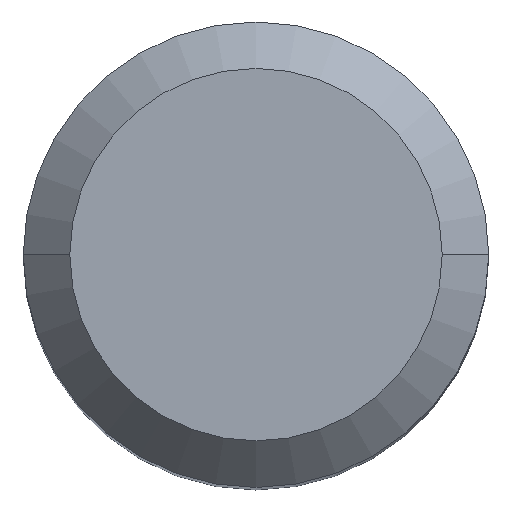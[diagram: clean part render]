
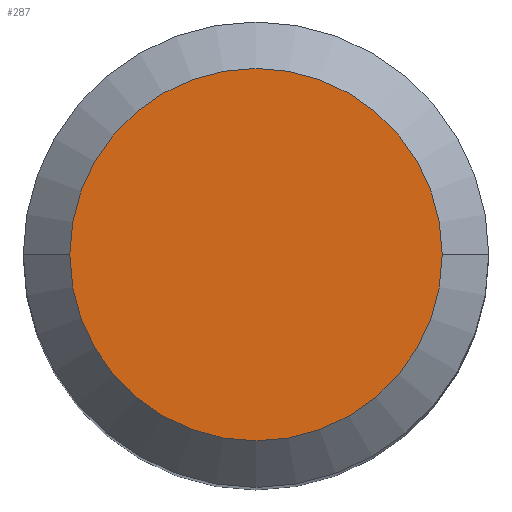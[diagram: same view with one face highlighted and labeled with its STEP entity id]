
A CAD part, top view. The second image highlights one B-rep face of the part: STEP entity #287.
In plain terms, the highlighted planar face has unit normal (0, 0, 1).
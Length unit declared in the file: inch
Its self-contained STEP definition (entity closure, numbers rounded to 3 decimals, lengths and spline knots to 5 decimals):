
#5 = CIRCLE ( 'NONE', #18, 0.22048 ) ;
#18 = AXIS2_PLACEMENT_3D ( 'NONE', #30, #303, #74 ) ;
#30 = CARTESIAN_POINT ( 'NONE',  ( 0., 0., 0. ) ) ;
#74 = DIRECTION ( 'NONE',  ( 1., 0., 0. ) ) ;
#111 = ORIENTED_EDGE ( 'NONE', *, *, #464, .T. ) ;
#120 = CIRCLE ( 'NONE', #214, 0.22048 ) ;
#126 = CARTESIAN_POINT ( 'NONE',  ( -0.22048, 0., 0. ) ) ;
#136 = DIRECTION ( 'NONE',  ( 1., 0., 0. ) ) ;
#166 = FACE_OUTER_BOUND ( 'NONE', #199, .T. ) ;
#199 = EDGE_LOOP ( 'NONE', ( #299, #111 ) ) ;
#203 = PLANE ( 'NONE',  #240 ) ;
#214 = AXIS2_PLACEMENT_3D ( 'NONE', #409, #259, #136 ) ;
#216 = VERTEX_POINT ( 'NONE', #126 ) ;
#240 = AXIS2_PLACEMENT_3D ( 'NONE', #324, #390, #242 ) ;
#242 = DIRECTION ( 'NONE',  ( -1., 0., 0. ) ) ;
#259 = DIRECTION ( 'NONE',  ( 0., 0., 1. ) ) ;
#270 = CARTESIAN_POINT ( 'NONE',  ( 0.22048, 0., 0. ) ) ;
#287 = ADVANCED_FACE ( 'NONE', ( #166 ), #203, .F. ) ;
#299 = ORIENTED_EDGE ( 'NONE', *, *, #325, .T. ) ;
#303 = DIRECTION ( 'NONE',  ( 0., 0., 1. ) ) ;
#324 = CARTESIAN_POINT ( 'NONE',  ( 0., 0., 0. ) ) ;
#325 = EDGE_CURVE ( 'NONE', #216, #482, #120, .T. ) ;
#390 = DIRECTION ( 'NONE',  ( 0., 0., -1. ) ) ;
#409 = CARTESIAN_POINT ( 'NONE',  ( 0., 0., 0. ) ) ;
#464 = EDGE_CURVE ( 'NONE', #482, #216, #5, .T. ) ;
#482 = VERTEX_POINT ( 'NONE', #270 ) ;
